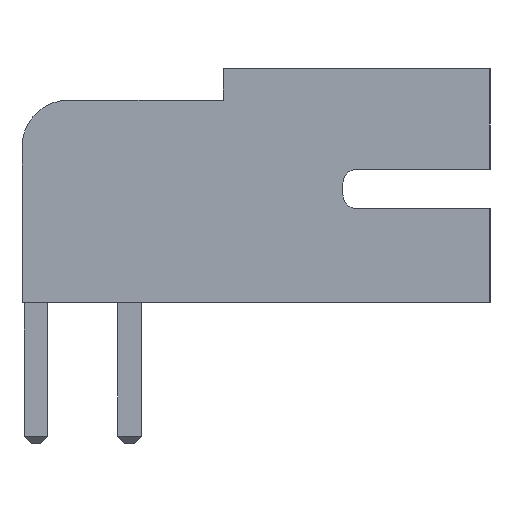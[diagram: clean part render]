
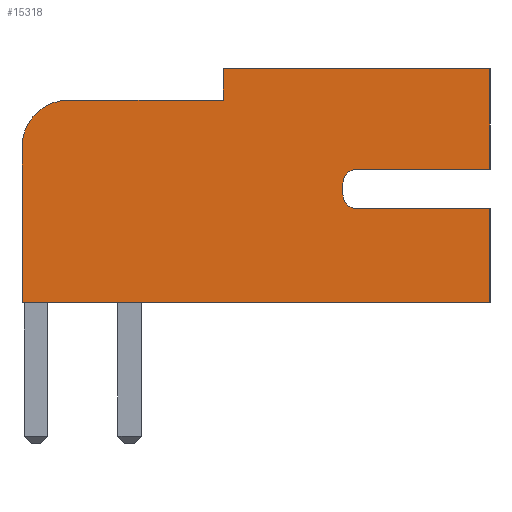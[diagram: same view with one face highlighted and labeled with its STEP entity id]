
A CAD part, left-side view. The second image highlights one B-rep face of the part: STEP entity #15318.
In plain terms, the highlighted planar face has unit normal (-1, 0, 0).
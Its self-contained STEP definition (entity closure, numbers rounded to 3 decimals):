
#12 = AXIS2_PLACEMENT_3D ( 'NONE', #13243, #19309, #11520 ) ;
#236 = DIRECTION ( 'NONE',  ( 0., -1., 0. ) ) ;
#1243 = CARTESIAN_POINT ( 'NONE',  ( -7., -5.858, 2.01 ) ) ;
#1383 = DIRECTION ( 'NONE',  ( 0., 0., -1. ) ) ;
#1455 = LINE ( 'NONE', #17552, #24502 ) ;
#1823 = ORIENTED_EDGE ( 'NONE', *, *, #20734, .F. ) ;
#1919 = DIRECTION ( 'NONE',  ( 0., 1., 0. ) ) ;
#2415 = CARTESIAN_POINT ( 'NONE',  ( -7., -5.558, 2.31 ) ) ;
#2688 = VECTOR ( 'NONE', #1383, 1000. ) ;
#2870 = DIRECTION ( 'NONE',  ( 0., 0., -1. ) ) ;
#3066 = EDGE_CURVE ( 'NONE', #13774, #14157, #11978, .T. ) ;
#3179 = EDGE_CURVE ( 'NONE', #16506, #16772, #25045, .T. ) ;
#3407 = LINE ( 'NONE', #11456, #8429 ) ;
#3518 = VERTEX_POINT ( 'NONE', #1243 ) ;
#3664 = CARTESIAN_POINT ( 'NONE',  ( -7., 0.3, 4.331 ) ) ;
#3889 = ORIENTED_EDGE ( 'NONE', *, *, #19840, .T. ) ;
#4241 = ORIENTED_EDGE ( 'NONE', *, *, #3179, .F. ) ;
#4797 = DIRECTION ( 'NONE',  ( 1., 0., 0. ) ) ;
#5123 = ORIENTED_EDGE ( 'NONE', *, *, #18204, .T. ) ;
#5436 = CIRCLE ( 'NONE', #6707, 0.3 ) ;
#5878 = LINE ( 'NONE', #13925, #14389 ) ;
#6414 = DIRECTION ( 'NONE',  ( 0., 0., -1. ) ) ;
#6675 = LINE ( 'NONE', #24522, #23078 ) ;
#6707 = AXIS2_PLACEMENT_3D ( 'NONE', #10930, #9206, #2870 ) ;
#6911 = CARTESIAN_POINT ( 'NONE',  ( -7., -8.7, 2.856 ) ) ;
#6956 = CARTESIAN_POINT ( 'NONE',  ( -7., -8.7, 5. ) ) ;
#7609 = CARTESIAN_POINT ( 'NONE',  ( -7., -8.7, 2.01 ) ) ;
#7658 = DIRECTION ( 'NONE',  ( 0., 0., -1. ) ) ;
#8429 = VECTOR ( 'NONE', #23725, 1000. ) ;
#8545 = CARTESIAN_POINT ( 'NONE',  ( -7., -5.558, 2.556 ) ) ;
#8829 = VECTOR ( 'NONE', #24108, 1000. ) ;
#9003 = EDGE_CURVE ( 'NONE', #23302, #12870, #5436, .T. ) ;
#9035 = EDGE_CURVE ( 'NONE', #3518, #16506, #14416, .T. ) ;
#9061 = VECTOR ( 'NONE', #236, 1000. ) ;
#9112 = VERTEX_POINT ( 'NONE', #2415 ) ;
#9206 = DIRECTION ( 'NONE',  ( 1., 0., 0. ) ) ;
#9648 = DIRECTION ( 'NONE',  ( 0., 1., 0. ) ) ;
#9767 = CARTESIAN_POINT ( 'NONE',  ( -7., 1.3, 5. ) ) ;
#9775 = ORIENTED_EDGE ( 'NONE', *, *, #20139, .T. ) ;
#10215 = PLANE ( 'NONE',  #15076 ) ;
#10526 = DIRECTION ( 'NONE',  ( 0., 0., -1. ) ) ;
#10784 = CARTESIAN_POINT ( 'NONE',  ( -7., -3., 4.331 ) ) ;
#10930 = CARTESIAN_POINT ( 'NONE',  ( -7., -5.858, 2.556 ) ) ;
#11296 = CARTESIAN_POINT ( 'NONE',  ( -7., 1.3, 5. ) ) ;
#11456 = CARTESIAN_POINT ( 'NONE',  ( -7., 1.3, 0. ) ) ;
#11518 = ORIENTED_EDGE ( 'NONE', *, *, #24971, .T. ) ;
#11520 = DIRECTION ( 'NONE',  ( 0., 0., -1. ) ) ;
#11978 = LINE ( 'NONE', #9767, #9061 ) ;
#12829 = DIRECTION ( 'NONE',  ( 0., 0., -1. ) ) ;
#12870 = VERTEX_POINT ( 'NONE', #23867 ) ;
#13046 = EDGE_LOOP ( 'NONE', ( #4241, #20254, #24916, #25238, #16318, #1823, #17614, #17050, #9775, #11518, #3889, #15884, #5123 ) ) ;
#13243 = CARTESIAN_POINT ( 'NONE',  ( -7., 0.3, 3.331 ) ) ;
#13257 = VECTOR ( 'NONE', #14994, 1000. ) ;
#13774 = VERTEX_POINT ( 'NONE', #20035 ) ;
#13925 = CARTESIAN_POINT ( 'NONE',  ( -7., -8.7, 2.856 ) ) ;
#14020 = DIRECTION ( 'NONE',  ( 0., 0., -1. ) ) ;
#14129 = VERTEX_POINT ( 'NONE', #16036 ) ;
#14157 = VERTEX_POINT ( 'NONE', #18427 ) ;
#14389 = VECTOR ( 'NONE', #1919, 1000. ) ;
#14416 = LINE ( 'NONE', #7609, #8829 ) ;
#14994 = DIRECTION ( 'NONE',  ( 0., 0., -1. ) ) ;
#15076 = AXIS2_PLACEMENT_3D ( 'NONE', #16251, #16122, #14020 ) ;
#15091 = EDGE_CURVE ( 'NONE', #14157, #25376, #6675, .T. ) ;
#15268 = VERTEX_POINT ( 'NONE', #19843 ) ;
#15318 = ADVANCED_FACE ( 'NONE', ( #24471 ), #10215, .F. ) ;
#15399 = VECTOR ( 'NONE', #9648, 1000. ) ;
#15884 = ORIENTED_EDGE ( 'NONE', *, *, #23396, .T. ) ;
#16010 = CIRCLE ( 'NONE', #12, 1. ) ;
#16036 = CARTESIAN_POINT ( 'NONE',  ( -7., 1.3, 3.331 ) ) ;
#16122 = DIRECTION ( 'NONE',  ( 1., 0., 0. ) ) ;
#16251 = CARTESIAN_POINT ( 'NONE',  ( -7., 1.3, 5. ) ) ;
#16318 = ORIENTED_EDGE ( 'NONE', *, *, #9003, .T. ) ;
#16506 = VERTEX_POINT ( 'NONE', #17961 ) ;
#16772 = VERTEX_POINT ( 'NONE', #22280 ) ;
#17050 = ORIENTED_EDGE ( 'NONE', *, *, #3066, .F. ) ;
#17097 = EDGE_CURVE ( 'NONE', #3518, #9112, #19295, .T. ) ;
#17227 = LINE ( 'NONE', #11296, #2688 ) ;
#17552 = CARTESIAN_POINT ( 'NONE',  ( -7., -3., 5. ) ) ;
#17614 = ORIENTED_EDGE ( 'NONE', *, *, #15091, .F. ) ;
#17961 = CARTESIAN_POINT ( 'NONE',  ( -7., -8.7, 2.01 ) ) ;
#18204 = EDGE_CURVE ( 'NONE', #15268, #16772, #3407, .T. ) ;
#18427 = CARTESIAN_POINT ( 'NONE',  ( -7., -8.7, 5. ) ) ;
#18476 = EDGE_CURVE ( 'NONE', #23302, #9112, #22522, .T. ) ;
#18922 = CARTESIAN_POINT ( 'NONE',  ( -7., -5.858, 2.31 ) ) ;
#19295 = CIRCLE ( 'NONE', #22670, 0.3 ) ;
#19309 = DIRECTION ( 'NONE',  ( -1., 0., 0. ) ) ;
#19809 = VECTOR ( 'NONE', #10526, 1000. ) ;
#19840 = EDGE_CURVE ( 'NONE', #25923, #14129, #16010, .T. ) ;
#19843 = CARTESIAN_POINT ( 'NONE',  ( -7., 1.3, 0. ) ) ;
#20035 = CARTESIAN_POINT ( 'NONE',  ( -7., -3., 5. ) ) ;
#20139 = EDGE_CURVE ( 'NONE', #13774, #26055, #1455, .T. ) ;
#20254 = ORIENTED_EDGE ( 'NONE', *, *, #9035, .F. ) ;
#20536 = CARTESIAN_POINT ( 'NONE',  ( -7., -5.558, 2.01 ) ) ;
#20734 = EDGE_CURVE ( 'NONE', #25376, #12870, #5878, .T. ) ;
#22280 = CARTESIAN_POINT ( 'NONE',  ( -7., -8.7, 0. ) ) ;
#22522 = LINE ( 'NONE', #20536, #19809 ) ;
#22670 = AXIS2_PLACEMENT_3D ( 'NONE', #18922, #4797, #12829 ) ;
#23078 = VECTOR ( 'NONE', #6414, 1000. ) ;
#23302 = VERTEX_POINT ( 'NONE', #8545 ) ;
#23396 = EDGE_CURVE ( 'NONE', #14129, #15268, #17227, .T. ) ;
#23497 = CARTESIAN_POINT ( 'NONE',  ( -7., 1.3, 4.331 ) ) ;
#23725 = DIRECTION ( 'NONE',  ( 0., -1., 0. ) ) ;
#23758 = LINE ( 'NONE', #23497, #15399 ) ;
#23867 = CARTESIAN_POINT ( 'NONE',  ( -7., -5.858, 2.856 ) ) ;
#24108 = DIRECTION ( 'NONE',  ( 0., -1., 0. ) ) ;
#24471 = FACE_OUTER_BOUND ( 'NONE', #13046, .T. ) ;
#24502 = VECTOR ( 'NONE', #7658, 1000. ) ;
#24522 = CARTESIAN_POINT ( 'NONE',  ( -7., -8.7, 5. ) ) ;
#24916 = ORIENTED_EDGE ( 'NONE', *, *, #17097, .T. ) ;
#24971 = EDGE_CURVE ( 'NONE', #26055, #25923, #23758, .T. ) ;
#25045 = LINE ( 'NONE', #6956, #13257 ) ;
#25238 = ORIENTED_EDGE ( 'NONE', *, *, #18476, .F. ) ;
#25376 = VERTEX_POINT ( 'NONE', #6911 ) ;
#25923 = VERTEX_POINT ( 'NONE', #3664 ) ;
#26055 = VERTEX_POINT ( 'NONE', #10784 ) ;
